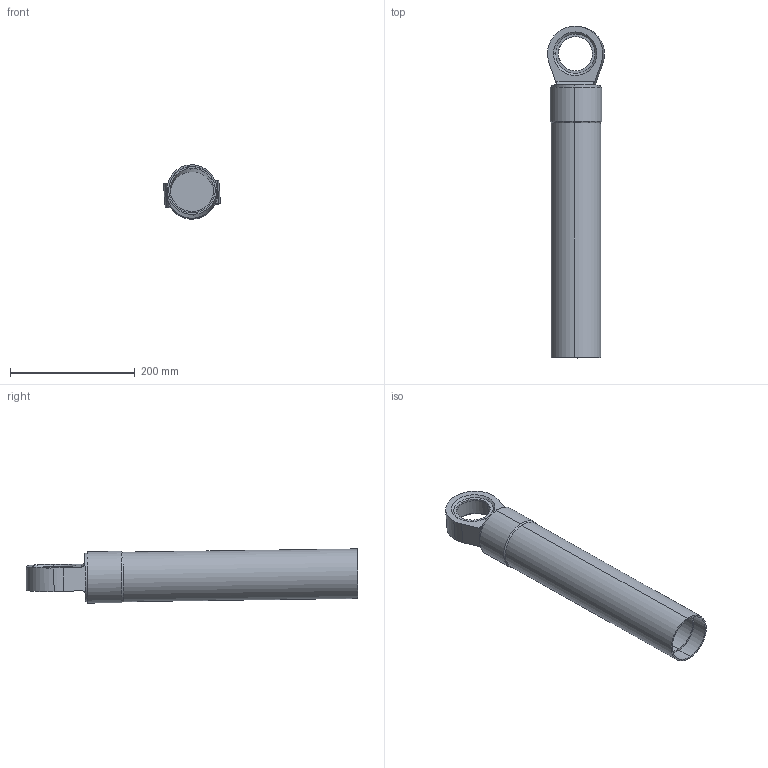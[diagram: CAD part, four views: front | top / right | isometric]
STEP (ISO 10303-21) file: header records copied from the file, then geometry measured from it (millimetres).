
FILE_DESCRIPTION (( 'STEP AP203' ), '1' );
FILE_NAME ('SteeringActCyl_Primary.STEP', '2023-07-27T05:57:13', ( '' ), ( '' ), 'SwSTEP 2.0', 'SolidWorks 2021', '' );
FILE_SCHEMA (( 'CONFIG_CONTROL_DESIGN' ));
Length unit declared in the file: centimetre
Products named in the file (3): SteeringActCyl_Primary; Steer Cylinder _1_; Part 4-8
Assembly tree (2 placements, depth 3):
  SteeringActCyl_Primary
    Steer Cylinder _1_
      Part 4-8
Bounding box: 91.33 x 532.4 x 86.93 mm (x, y, z)
Volume: 760828.8 mm3; surface area: 233469.6 mm2
Topology: 1 solids, 1 shells, 43 faces, 94 edges, 58 vertices
Faces by surface type: cylinder 19, plane 14, cone 6, bspline 4
Entity records: 1609 total; most frequent: CARTESIAN_POINT 341, DIRECTION 228, ORIENTED_EDGE 188, AXIS2_PLACEMENT_3D 97, EDGE_CURVE 94, VERTEX_POINT 58, CIRCLE 52, EDGE_LOOP 50
